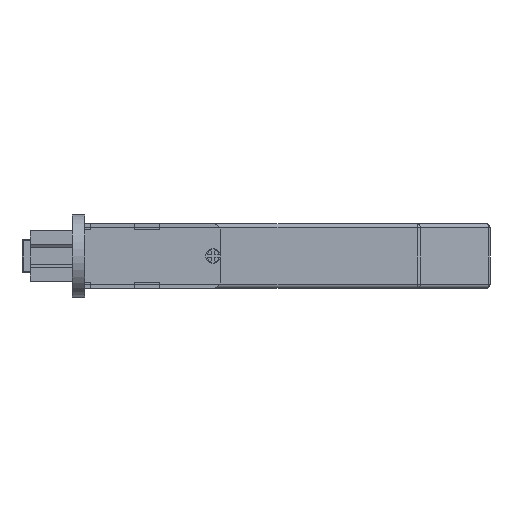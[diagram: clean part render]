
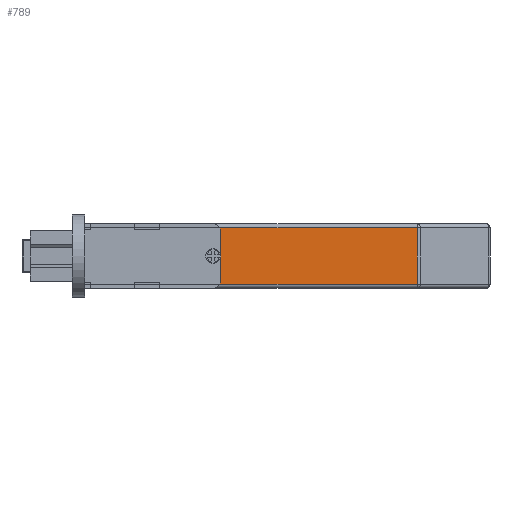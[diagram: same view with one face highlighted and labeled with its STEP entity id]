
A CAD part, front view. The second image highlights one B-rep face of the part: STEP entity #789.
In plain terms, the highlighted planar face has unit normal (0, -1, 0).
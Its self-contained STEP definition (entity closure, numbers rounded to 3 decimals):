
#113 = FACE_BOUND ( 'NONE', #5226, .T. ) ;
#559 = ORIENTED_EDGE ( 'NONE', *, *, #2045, .T. ) ;
#789 = ADVANCED_FACE ( 'NONE', ( #113, #10924 ), #9155, .T. ) ;
#940 = VECTOR ( 'NONE', #3519, 1000. ) ;
#1060 = CARTESIAN_POINT ( 'NONE',  ( 13., -14.7, -1.75 ) ) ;
#1450 = LINE ( 'NONE', #2268, #9126 ) ;
#2045 = EDGE_CURVE ( 'NONE', #5992, #10034, #9219, .T. ) ;
#2180 = CARTESIAN_POINT ( 'NONE',  ( 92.586, -14.7, -1.75 ) ) ;
#2268 = CARTESIAN_POINT ( 'NONE',  ( 13., -14.7, 12.75 ) ) ;
#2345 = EDGE_CURVE ( 'NONE', #2838, #5992, #10707, .T. ) ;
#2572 = CARTESIAN_POINT ( 'NONE',  ( 43.75, -14.7, 7.75 ) ) ;
#2644 = CARTESIAN_POINT ( 'NONE',  ( 43.75, -14.7, 6. ) ) ;
#2838 = VERTEX_POINT ( 'NONE', #9230 ) ;
#2900 = CARTESIAN_POINT ( 'NONE',  ( 92.586, -14.7, -0.75 ) ) ;
#2925 = ORIENTED_EDGE ( 'NONE', *, *, #3193, .F. ) ;
#2991 = CARTESIAN_POINT ( 'NONE',  ( 13., -14.7, 12.75 ) ) ;
#3032 = VERTEX_POINT ( 'NONE', #10220 ) ;
#3078 = DIRECTION ( 'NONE',  ( 0., 0., 1. ) ) ;
#3164 = DIRECTION ( 'NONE',  ( -1., 0., 0. ) ) ;
#3193 = EDGE_CURVE ( 'NONE', #3032, #3639, #7361, .T. ) ;
#3519 = DIRECTION ( 'NONE',  ( 1., 0., 0. ) ) ;
#3594 = CARTESIAN_POINT ( 'NONE',  ( 13., -14.7, -1.75 ) ) ;
#3639 = VERTEX_POINT ( 'NONE', #2572 ) ;
#3771 = AXIS2_PLACEMENT_3D ( 'NONE', #2644, #6161, #11461 ) ;
#3929 = ORIENTED_EDGE ( 'NONE', *, *, #4195, .F. ) ;
#4195 = EDGE_CURVE ( 'NONE', #3639, #3032, #8742, .T. ) ;
#4966 = CARTESIAN_POINT ( 'NONE',  ( 43.75, -14.7, 6. ) ) ;
#5226 = EDGE_LOOP ( 'NONE', ( #2925, #3929 ) ) ;
#5845 = DIRECTION ( 'NONE',  ( 0., 0., -1. ) ) ;
#5897 = DIRECTION ( 'NONE',  ( 0., -1., 0. ) ) ;
#5992 = VERTEX_POINT ( 'NONE', #2900 ) ;
#6033 = AXIS2_PLACEMENT_3D ( 'NONE', #1060, #9275, #7398 ) ;
#6161 = DIRECTION ( 'NONE',  ( 0., -1., 0. ) ) ;
#6255 = DIRECTION ( 'NONE',  ( 0., 0., 1. ) ) ;
#6450 = EDGE_CURVE ( 'NONE', #10034, #9052, #1450, .T. ) ;
#6481 = AXIS2_PLACEMENT_3D ( 'NONE', #4966, #5897, #5845 ) ;
#6907 = ORIENTED_EDGE ( 'NONE', *, *, #6450, .T. ) ;
#6970 = CARTESIAN_POINT ( 'NONE',  ( 92.586, -14.7, 12.75 ) ) ;
#7361 = CIRCLE ( 'NONE', #3771, 1.75 ) ;
#7398 = DIRECTION ( 'NONE',  ( 0., 0., -1. ) ) ;
#8742 = CIRCLE ( 'NONE', #6481, 1.75 ) ;
#8905 = LINE ( 'NONE', #3594, #10057 ) ;
#9052 = VERTEX_POINT ( 'NONE', #2991 ) ;
#9126 = VECTOR ( 'NONE', #3164, 1000. ) ;
#9155 = PLANE ( 'NONE',  #6033 ) ;
#9219 = LINE ( 'NONE', #2180, #10951 ) ;
#9230 = CARTESIAN_POINT ( 'NONE',  ( 13., -14.7, -0.75 ) ) ;
#9275 = DIRECTION ( 'NONE',  ( 0., -1., 0. ) ) ;
#9312 = ORIENTED_EDGE ( 'NONE', *, *, #2345, .T. ) ;
#10034 = VERTEX_POINT ( 'NONE', #6970 ) ;
#10057 = VECTOR ( 'NONE', #6255, 1000. ) ;
#10098 = EDGE_CURVE ( 'NONE', #2838, #9052, #8905, .T. ) ;
#10220 = CARTESIAN_POINT ( 'NONE',  ( 43.75, -14.7, 4.25 ) ) ;
#10707 = LINE ( 'NONE', #11663, #940 ) ;
#10906 = ORIENTED_EDGE ( 'NONE', *, *, #10098, .F. ) ;
#10924 = FACE_OUTER_BOUND ( 'NONE', #11519, .T. ) ;
#10951 = VECTOR ( 'NONE', #3078, 1000. ) ;
#11461 = DIRECTION ( 'NONE',  ( 0., 0., -1. ) ) ;
#11519 = EDGE_LOOP ( 'NONE', ( #10906, #9312, #559, #6907 ) ) ;
#11663 = CARTESIAN_POINT ( 'NONE',  ( 93., -14.7, -0.75 ) ) ;
